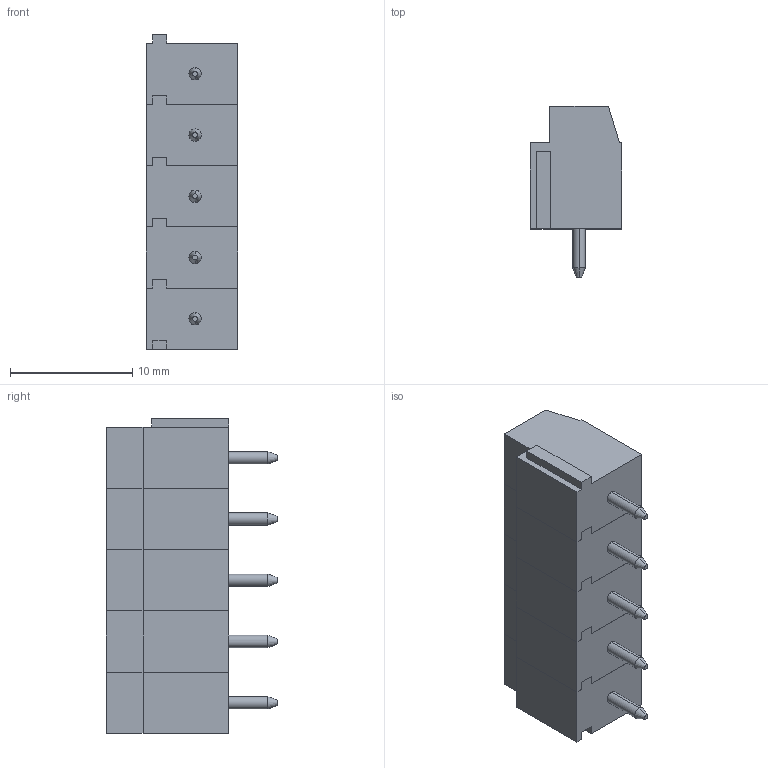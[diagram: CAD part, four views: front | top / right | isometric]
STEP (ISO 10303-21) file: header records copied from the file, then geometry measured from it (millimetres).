
FILE_DESCRIPTION (( 'STEP AP214' ), '1' );
FILE_NAME ('KRM05.STEP', '2015-04-06T09:50:17', ( '' ), ( '' ), 'SwSTEP 2.0', 'SolidWorks 2014', '' );
FILE_SCHEMA (( 'AUTOMOTIVE_DESIGN' ));
Length unit declared in the file: millimetre
Products named in the file (2): krm_Single; KRM05
Assembly tree (5 placements, depth 2):
  KRM05
    krm_Single  x5
Bounding box: 7.5 x 14 x 25.7 mm (x, y, z)
Volume: 1433 mm3; surface area: 2073.7 mm2
Topology: 5 solids, 5 shells, 225 faces, 595 edges, 390 vertices
Faces by surface type: plane 180, cylinder 25, cone 20
Entity records: 1923 total; most frequent: CARTESIAN_POINT 262, DIRECTION 241, ORIENTED_EDGE 238, EDGE_CURVE 119, LINE 95, VECTOR 95, VERTEX_POINT 78, AXIS2_PLACEMENT_3D 73
